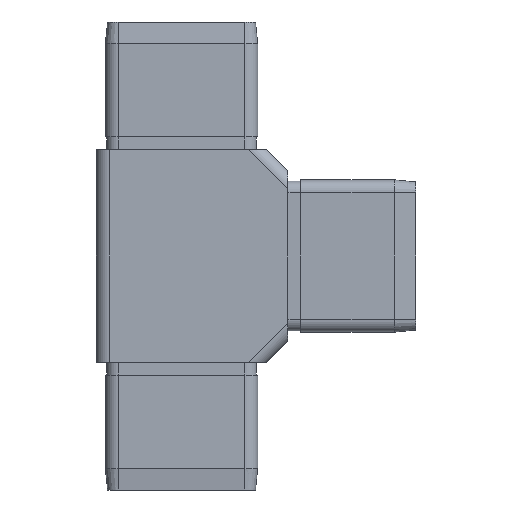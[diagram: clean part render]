
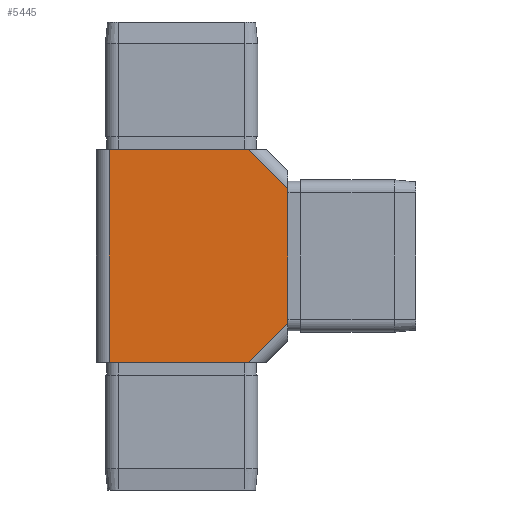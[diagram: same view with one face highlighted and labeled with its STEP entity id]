
A CAD part, left-side view. The second image highlights one B-rep face of the part: STEP entity #5445.
In plain terms, the highlighted planar face has unit normal (-1, 0, 0).
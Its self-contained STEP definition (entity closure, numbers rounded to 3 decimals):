
#517 = EDGE_CURVE ( 'NONE', #3587, #18583, #15482, .T. ) ;
#556 = CARTESIAN_POINT ( 'NONE',  ( -22.5, 22.5, -25. ) ) ;
#624 = ORIENTED_EDGE ( 'NONE', *, *, #12811, .T. ) ;
#685 = DIRECTION ( 'NONE',  ( 0., -1., 0. ) ) ;
#692 = DIRECTION ( 'NONE',  ( 0., -0.707, 0.707 ) ) ;
#1050 = ORIENTED_EDGE ( 'NONE', *, *, #2978, .T. ) ;
#1951 = PLANE ( 'NONE',  #18826 ) ;
#2309 = LINE ( 'NONE', #15945, #13166 ) ;
#2598 = CARTESIAN_POINT ( 'NONE',  ( -22.5, -22.5, -15.757 ) ) ;
#2978 = EDGE_CURVE ( 'NONE', #6842, #13149, #11037, .T. ) ;
#3384 = FACE_OUTER_BOUND ( 'NONE', #15190, .T. ) ;
#3430 = CARTESIAN_POINT ( 'NONE',  ( -22.5, 22.5, 25. ) ) ;
#3587 = VERTEX_POINT ( 'NONE', #5973 ) ;
#3704 = CARTESIAN_POINT ( 'NONE',  ( -22.5, 22.5, 25. ) ) ;
#3873 = DIRECTION ( 'NONE',  ( 0., 0., -1. ) ) ;
#4494 = LINE ( 'NONE', #12985, #5427 ) ;
#4628 = VECTOR ( 'NONE', #15740, 1000. ) ;
#4767 = CARTESIAN_POINT ( 'NONE',  ( -22.5, -13.257, -25. ) ) ;
#5427 = VECTOR ( 'NONE', #12336, 1000. ) ;
#5445 = ADVANCED_FACE ( 'NONE', ( #3384 ), #1951, .F. ) ;
#5973 = CARTESIAN_POINT ( 'NONE',  ( -22.5, 19.5, 25. ) ) ;
#6842 = VERTEX_POINT ( 'NONE', #10915 ) ;
#6994 = ORIENTED_EDGE ( 'NONE', *, *, #18815, .T. ) ;
#7565 = EDGE_CURVE ( 'NONE', #17725, #12389, #9490, .T. ) ;
#8428 = LINE ( 'NONE', #13020, #14115 ) ;
#9126 = CARTESIAN_POINT ( 'NONE',  ( -22.5, -22.5, 25. ) ) ;
#9459 = ORIENTED_EDGE ( 'NONE', *, *, #15673, .T. ) ;
#9490 = LINE ( 'NONE', #9126, #10149 ) ;
#10149 = VECTOR ( 'NONE', #18367, 1000. ) ;
#10674 = CARTESIAN_POINT ( 'NONE',  ( -22.5, -13.257, 25. ) ) ;
#10915 = CARTESIAN_POINT ( 'NONE',  ( -22.5, 19.5, -25. ) ) ;
#11037 = LINE ( 'NONE', #556, #4628 ) ;
#12336 = DIRECTION ( 'NONE',  ( 0., 0.707, 0.707 ) ) ;
#12389 = VERTEX_POINT ( 'NONE', #2598 ) ;
#12811 = EDGE_CURVE ( 'NONE', #3587, #6842, #8428, .T. ) ;
#12883 = DIRECTION ( 'NONE',  ( 1., 0., 0. ) ) ;
#12985 = CARTESIAN_POINT ( 'NONE',  ( -22.5, -15.379, 22.879 ) ) ;
#13020 = CARTESIAN_POINT ( 'NONE',  ( -22.5, 19.5, 25. ) ) ;
#13149 = VERTEX_POINT ( 'NONE', #4767 ) ;
#13166 = VECTOR ( 'NONE', #692, 1000. ) ;
#14115 = VECTOR ( 'NONE', #3873, 1000. ) ;
#14565 = ORIENTED_EDGE ( 'NONE', *, *, #517, .F. ) ;
#15190 = EDGE_LOOP ( 'NONE', ( #14565, #624, #1050, #6994, #16884, #9459 ) ) ;
#15482 = LINE ( 'NONE', #3704, #18123 ) ;
#15673 = EDGE_CURVE ( 'NONE', #17725, #18583, #4494, .T. ) ;
#15740 = DIRECTION ( 'NONE',  ( 0., -1., 0. ) ) ;
#15781 = DIRECTION ( 'NONE',  ( 0., 1., 0. ) ) ;
#15945 = CARTESIAN_POINT ( 'NONE',  ( -22.5, -20.379, -17.879 ) ) ;
#16884 = ORIENTED_EDGE ( 'NONE', *, *, #7565, .F. ) ;
#17719 = CARTESIAN_POINT ( 'NONE',  ( -22.5, -22.5, 15.757 ) ) ;
#17725 = VERTEX_POINT ( 'NONE', #17719 ) ;
#18123 = VECTOR ( 'NONE', #685, 1000. ) ;
#18367 = DIRECTION ( 'NONE',  ( 0., 0., -1. ) ) ;
#18583 = VERTEX_POINT ( 'NONE', #10674 ) ;
#18815 = EDGE_CURVE ( 'NONE', #13149, #12389, #2309, .T. ) ;
#18826 = AXIS2_PLACEMENT_3D ( 'NONE', #3430, #12883, #15781 ) ;
